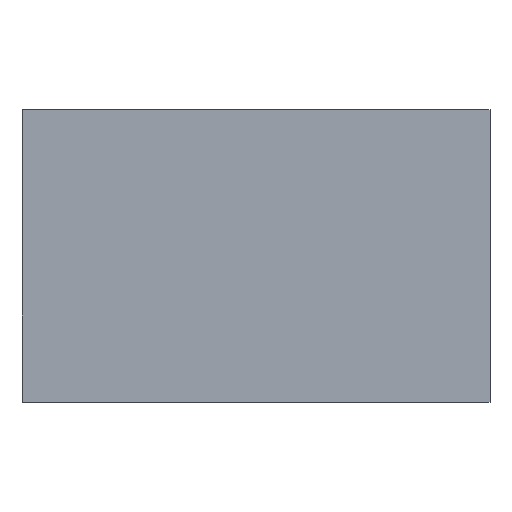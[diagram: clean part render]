
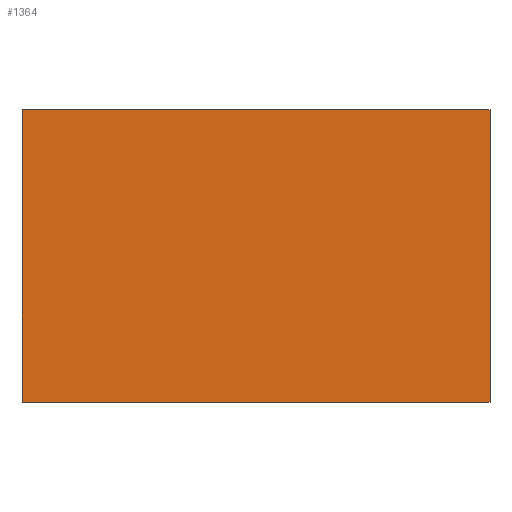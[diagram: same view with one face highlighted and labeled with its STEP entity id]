
A CAD part, top view. The second image highlights one B-rep face of the part: STEP entity #1364.
In plain terms, the highlighted planar face has unit normal (0, 0, 1).
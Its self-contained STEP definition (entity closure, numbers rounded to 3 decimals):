
#125=FACE_OUTER_BOUND('',#196,.T.);
#196=EDGE_LOOP('',(#1191,#1192,#1193,#1194));
#390=LINE('',#2559,#522);
#392=LINE('',#2563,#524);
#395=LINE('',#2568,#527);
#398=LINE('',#2572,#530);
#522=VECTOR('',#1615,10.);
#524=VECTOR('',#1619,10.);
#527=VECTOR('',#1624,10.);
#530=VECTOR('',#1629,10.);
#659=VERTEX_POINT('',#2556);
#660=VERTEX_POINT('',#2558);
#661=VERTEX_POINT('',#2562);
#662=VERTEX_POINT('',#2567);
#852=EDGE_CURVE('',#659,#660,#390,.T.);
#854=EDGE_CURVE('',#660,#661,#392,.T.);
#857=EDGE_CURVE('',#661,#662,#395,.T.);
#860=EDGE_CURVE('',#662,#659,#398,.T.);
#1191=ORIENTED_EDGE('',*,*,#852,.F.);
#1192=ORIENTED_EDGE('',*,*,#860,.F.);
#1193=ORIENTED_EDGE('',*,*,#857,.F.);
#1194=ORIENTED_EDGE('',*,*,#854,.F.);
#1293=PLANE('',#1422);
#1364=ADVANCED_FACE('',(#125),#1293,.T.);
#1422=AXIS2_PLACEMENT_3D('',#2573,#1630,#1631);
#1615=DIRECTION('',(0.,-1.,0.));
#1619=DIRECTION('',(-1.,0.,0.));
#1624=DIRECTION('',(0.,1.,0.));
#1629=DIRECTION('',(1.,0.,0.));
#1630=DIRECTION('center_axis',(0.,0.,1.));
#1631=DIRECTION('ref_axis',(1.,0.,0.));
#2556=CARTESIAN_POINT('',(1.,0.625,0.5));
#2558=CARTESIAN_POINT('',(1.,-0.625,0.5));
#2559=CARTESIAN_POINT('',(1.,0.625,0.5));
#2562=CARTESIAN_POINT('',(-1.,-0.625,0.5));
#2563=CARTESIAN_POINT('',(1.,-0.625,0.5));
#2567=CARTESIAN_POINT('',(-1.,0.625,0.5));
#2568=CARTESIAN_POINT('',(-1.,-0.625,0.5));
#2572=CARTESIAN_POINT('',(-1.,0.625,0.5));
#2573=CARTESIAN_POINT('Origin',(0.,0.,0.5));
